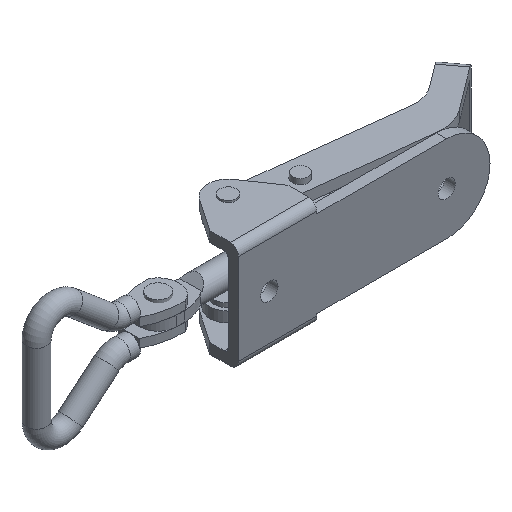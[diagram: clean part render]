
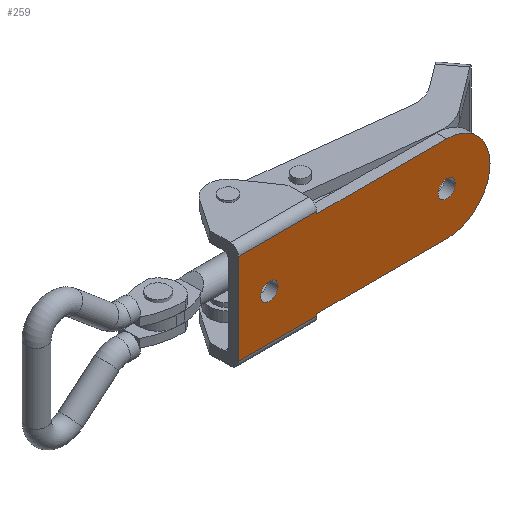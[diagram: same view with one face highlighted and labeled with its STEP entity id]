
A CAD part, isometric view. The second image highlights one B-rep face of the part: STEP entity #259.
In plain terms, the highlighted planar face has unit normal (0, -1, 0).
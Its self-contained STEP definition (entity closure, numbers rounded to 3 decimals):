
#259 = ADVANCED_FACE( '', ( #542, #543, #544 ), #545, .F. );
#542 = FACE_BOUND( '', #944, .T. );
#543 = FACE_BOUND( '', #945, .T. );
#544 = FACE_OUTER_BOUND( '', #946, .T. );
#545 = PLANE( '', #947 );
#944 = EDGE_LOOP( '', ( #1343 ) );
#945 = EDGE_LOOP( '', ( #1344 ) );
#946 = EDGE_LOOP( '', ( #1345, #1346, #1347, #1348, #1349, #1350, #1351, #1352 ) );
#947 = AXIS2_PLACEMENT_3D( '', #1353, #1354, #1355 );
#1343 = ORIENTED_EDGE( '', *, *, #2241, .T. );
#1344 = ORIENTED_EDGE( '', *, *, #2242, .T. );
#1345 = ORIENTED_EDGE( '', *, *, #2243, .T. );
#1346 = ORIENTED_EDGE( '', *, *, #2244, .F. );
#1347 = ORIENTED_EDGE( '', *, *, #2245, .F. );
#1348 = ORIENTED_EDGE( '', *, *, #2246, .F. );
#1349 = ORIENTED_EDGE( '', *, *, #2247, .F. );
#1350 = ORIENTED_EDGE( '', *, *, #2248, .F. );
#1351 = ORIENTED_EDGE( '', *, *, #2249, .F. );
#1352 = ORIENTED_EDGE( '', *, *, #2250, .T. );
#1353 = CARTESIAN_POINT( '', ( 9.5, -12., 11. ) );
#1354 = DIRECTION( '', ( 0., 1., 0. ) );
#1355 = DIRECTION( '', ( 0., 0., 1. ) );
#2241 = EDGE_CURVE( '', #2590, #2590, #2591, .T. );
#2242 = EDGE_CURVE( '', #2592, #2592, #2593, .T. );
#2243 = EDGE_CURVE( '', #2594, #2595, #2596, .T. );
#2244 = EDGE_CURVE( '', #2597, #2595, #2598, .T. );
#2245 = EDGE_CURVE( '', #2599, #2597, #2600, .T. );
#2246 = EDGE_CURVE( '', #2601, #2599, #2602, .T. );
#2247 = EDGE_CURVE( '', #2603, #2601, #2604, .T. );
#2248 = EDGE_CURVE( '', #2605, #2603, #2606, .T. );
#2249 = EDGE_CURVE( '', #2607, #2605, #2608, .T. );
#2250 = EDGE_CURVE( '', #2607, #2594, #2609, .T. );
#2590 = VERTEX_POINT( '', #3101 );
#2591 = CIRCLE( '', #3102, 2.1 );
#2592 = VERTEX_POINT( '', #3103 );
#2593 = CIRCLE( '', #3104, 2.1 );
#2594 = VERTEX_POINT( '', #3105 );
#2595 = VERTEX_POINT( '', #3106 );
#2596 = LINE( '', #3107, #3108 );
#2597 = VERTEX_POINT( '', #3109 );
#2598 = LINE( '', #3110, #3111 );
#2599 = VERTEX_POINT( '', #3112 );
#2600 = LINE( '', #3113, #3114 );
#2601 = VERTEX_POINT( '', #3115 );
#2602 = LINE( '', #3116, #3117 );
#2603 = VERTEX_POINT( '', #3118 );
#2604 = CIRCLE( '', #3119, 10.5 );
#2605 = VERTEX_POINT( '', #3120 );
#2606 = LINE( '', #3121, #3122 );
#2607 = VERTEX_POINT( '', #3123 );
#2608 = LINE( '', #3124, #3125 );
#2609 = LINE( '', #3126, #3127 );
#3101 = CARTESIAN_POINT( '', ( 43.1, -12., 0. ) );
#3102 = AXIS2_PLACEMENT_3D( '', #3879, #3880, #3881 );
#3103 = CARTESIAN_POINT( '', ( 0.1, -12., 0. ) );
#3104 = AXIS2_PLACEMENT_3D( '', #3882, #3883, #3884 );
#3105 = CARTESIAN_POINT( '', ( -9.5, -12., 11. ) );
#3106 = CARTESIAN_POINT( '', ( -9.5, -12., -11. ) );
#3107 = CARTESIAN_POINT( '', ( -9.5, -12., 11. ) );
#3108 = VECTOR( '', #3885, 1000. );
#3109 = CARTESIAN_POINT( '', ( 9.5, -12., -11. ) );
#3110 = CARTESIAN_POINT( '', ( 9.5, -12., -11. ) );
#3111 = VECTOR( '', #3886, 1000. );
#3112 = CARTESIAN_POINT( '', ( 9.5, -12., -10.5 ) );
#3113 = CARTESIAN_POINT( '', ( 9.5, -12., 11. ) );
#3114 = VECTOR( '', #3887, 1000. );
#3115 = CARTESIAN_POINT( '', ( 41., -12., -10.5 ) );
#3116 = CARTESIAN_POINT( '', ( 41., -12., -10.5 ) );
#3117 = VECTOR( '', #3888, 1000. );
#3118 = CARTESIAN_POINT( '', ( 41., -12., 10.5 ) );
#3119 = AXIS2_PLACEMENT_3D( '', #3889, #3890, #3891 );
#3120 = CARTESIAN_POINT( '', ( 9.5, -12., 10.5 ) );
#3121 = CARTESIAN_POINT( '', ( 9.5, -12., 10.5 ) );
#3122 = VECTOR( '', #3892, 1000. );
#3123 = CARTESIAN_POINT( '', ( 9.5, -12., 11. ) );
#3124 = CARTESIAN_POINT( '', ( 9.5, -12., 11. ) );
#3125 = VECTOR( '', #3893, 1000. );
#3126 = CARTESIAN_POINT( '', ( 9.5, -12., 11. ) );
#3127 = VECTOR( '', #3894, 1000. );
#3879 = CARTESIAN_POINT( '', ( 41., -12., 0. ) );
#3880 = DIRECTION( '', ( 0., 1., 0. ) );
#3881 = DIRECTION( '', ( 1., 0., 0. ) );
#3882 = CARTESIAN_POINT( '', ( -2., -12., 0. ) );
#3883 = DIRECTION( '', ( 0., 1., 0. ) );
#3884 = DIRECTION( '', ( 1., 0., 0. ) );
#3885 = DIRECTION( '', ( 0., 0., -1. ) );
#3886 = DIRECTION( '', ( -1., 0., 0. ) );
#3887 = DIRECTION( '', ( 0., 0., -1. ) );
#3888 = DIRECTION( '', ( -1., 0., 0. ) );
#3889 = CARTESIAN_POINT( '', ( 41., -12., 0. ) );
#3890 = DIRECTION( '', ( 0., 1., 0. ) );
#3891 = DIRECTION( '', ( 1., 0., 0. ) );
#3892 = DIRECTION( '', ( 1., 0., 0. ) );
#3893 = DIRECTION( '', ( 0., 0., -1. ) );
#3894 = DIRECTION( '', ( -1., 0., 0. ) );
